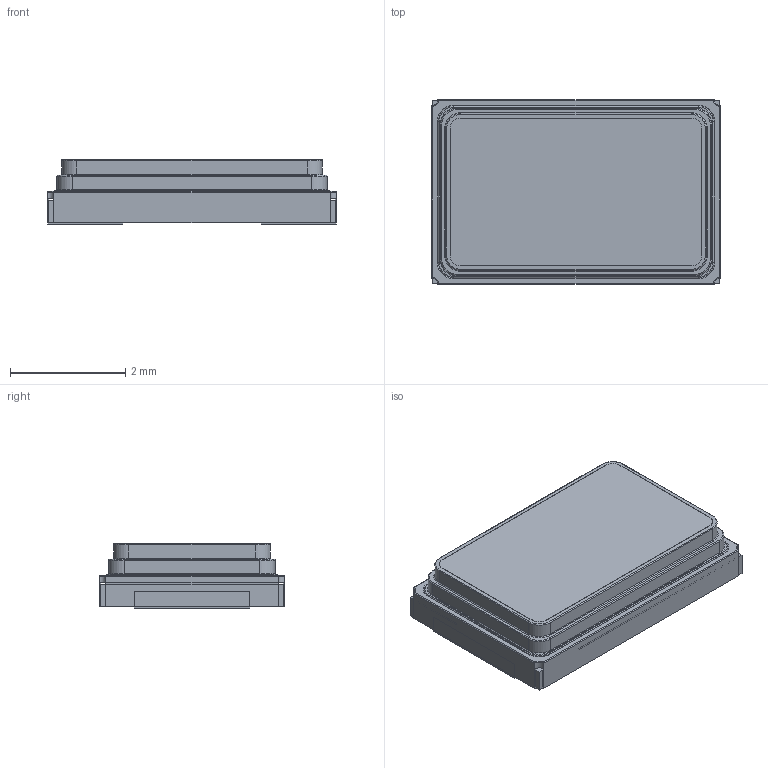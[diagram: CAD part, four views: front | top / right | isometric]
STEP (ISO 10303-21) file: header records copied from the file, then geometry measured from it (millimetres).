
FILE_DESCRIPTION(/* description */ ('model of Crystal_SMD_5032-2Pin_5.0x3.2mm'),/* implementation_level */ '2;1');
FILE_NAME(/* name */ 'Crystal_SMD_5032-2Pin_5.0x3.2mm.step',/* time_stamp */ '2024-05-28T22:29:05',/* author */ ('KiCAD','kicad'),/* organization */ ('OCCT'),/* preprocessor_version */ '',/* originating_system */ 'KiCAD',/* authorisation */ '');
FILE_SCHEMA(('AUTOMOTIVE_DESIGN { 1 0 10303 214 1 1 1 1 }'));
Length unit declared in the file: millimetre
Products named in the file (1): Crystal_SMD_5032-2Pin_5.0x3.2mm
Bounding box: 5 x 3.2 x 1.13 mm (x, y, z)
Volume: 15.9 mm3; surface area: 53.3 mm2
Topology: 1 solids, 1 shells, 162 faces, 394 edges, 232 vertices
Faces by surface type: plane 66, cylinder 60, torus 36
Entity records: 3379 total; most frequent: CARTESIAN_POINT 659, ORIENTED_EDGE 568, EDGE_CURVE 394, AXIS2_PLACEMENT_3D 285, VERTEX_POINT 232, LINE 172, FACE_BOUND 168, EDGE_LOOP 168
